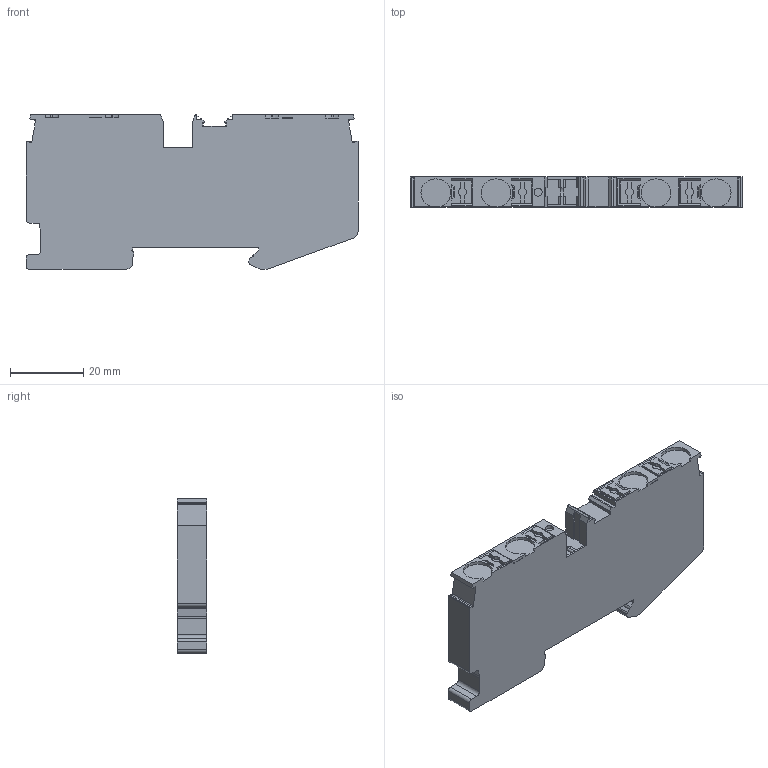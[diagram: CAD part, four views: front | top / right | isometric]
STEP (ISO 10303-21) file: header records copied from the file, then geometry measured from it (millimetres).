
FILE_DESCRIPTION( ( 'STEP AP214' ), '1' );
FILE_NAME( 'DPT6-4-PE簡易3D圖.stp', '2022-12-15T11:37:37', ( ' ' ), ( ' ' ), 'XStep 1.0', ' ', ' ' );
FILE_SCHEMA( ( 'CONFIG_CONTROL_DESIGN) ( )' ) );
Length unit declared in the file: metre
Products named in the file (1): 8
Bounding box: 90.6 x 8.15 x 42.2 mm (x, y, z)
Volume: 27036.9 mm3; surface area: 9536.2 mm2
Topology: 1 solids, 1 shells, 313 faces, 878 edges, 581 vertices
Faces by surface type: plane 243, cylinder 70
Full cylindrical faces by diameter (mm): 2.2 x1
Entity records: 12502 total; most frequent: CARTESIAN_POINT 1770, ORIENTED_EDGE 1752, DIRECTION 1652, EDGE_CURVE 876, LINE 728, VECTOR 728, VERTEX_POINT 580, AXIS2_PLACEMENT_3D 462
